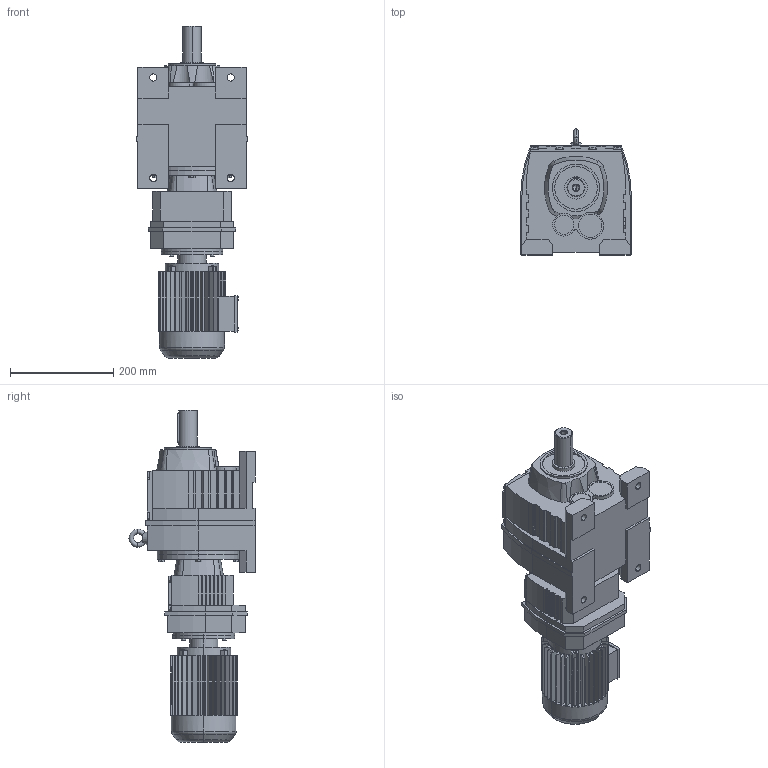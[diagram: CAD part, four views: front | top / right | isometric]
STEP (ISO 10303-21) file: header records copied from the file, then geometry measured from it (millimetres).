
FILE_DESCRIPTION(('Open CASCADE Model'),'2;1');
FILE_NAME('Open CASCADE Shape Model','2019-08-21T18:03:47',('Author'),( 'Open CASCADE'),'Open CASCADE STEP processor 6.3','Open CASCADE 6.3' ,'Unknown');
FILE_SCHEMA(('AUTOMOTIVE_DESIGN_CC2 { 1 2 10303 214 -1 1 5 4 }'));
Length unit declared in the file: millimetre
Products named in the file (4): 1_R67R37-Y63M; R37‵167_67.step; 萇儂_120_Y63M.step; R_67_37.step
Assembly tree (3 placements, depth 2):
  1_R67R37-Y63M
    R37‵167_67.step
    萇儂_120_Y63M.step
    R_67_37.step
Bounding box: 215 x 244.5 x 644 mm (x, y, z)
Volume: 12271709.2 mm3; surface area: 667387.1 mm2
Topology: 3 solids, 3 shells, 993 faces, 2659 edges, 1730 vertices
Faces by surface type: plane 720, cylinder 235, cone 28, torus 10
Entity records: 68611 total; most frequent: CARTESIAN_POINT 17480, DIRECTION 8975, ORIENTED_EDGE 5314, PCURVE 5314, DEFINITIONAL_REPRESENTATION 5314, LINE 5278, VECTOR 5278, EDGE_CURVE 2657
